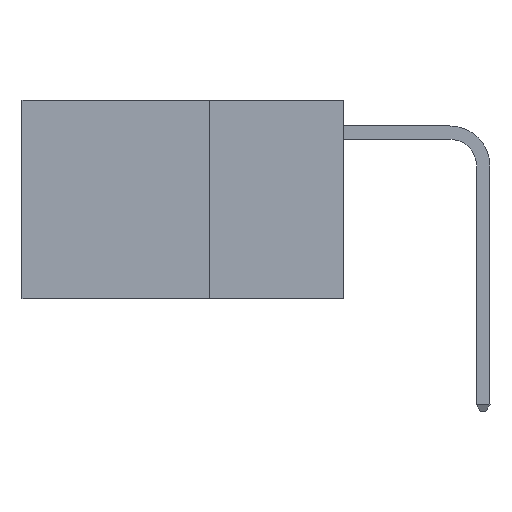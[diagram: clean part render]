
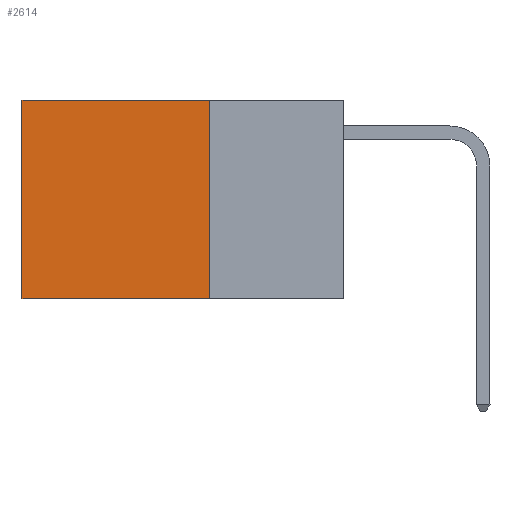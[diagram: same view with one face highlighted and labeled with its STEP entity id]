
A CAD part, left-side view. The second image highlights one B-rep face of the part: STEP entity #2614.
In plain terms, the highlighted planar face has unit normal (-1, 0, 0).
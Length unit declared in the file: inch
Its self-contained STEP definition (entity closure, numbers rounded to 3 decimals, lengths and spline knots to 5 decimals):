
#257 = CARTESIAN_POINT ( 'NONE',  ( 0.2625, 0.6, 0. ) ) ;
#348 = VERTEX_POINT ( 'NONE', #5166 ) ;
#875 = ORIENTED_EDGE ( 'NONE', *, *, #7998, .T. ) ;
#1195 = DIRECTION ( 'NONE',  ( 0., 0., -1. ) ) ;
#1443 = VERTEX_POINT ( 'NONE', #257 ) ;
#1466 = EDGE_CURVE ( 'NONE', #1443, #3494, #10586, .T. ) ;
#1572 = DIRECTION ( 'NONE',  ( 0., 1., 0. ) ) ;
#2384 = CARTESIAN_POINT ( 'NONE',  ( 0.2625, 0.25, -0.37 ) ) ;
#2614 = ADVANCED_FACE ( 'NONE', ( #9225 ), #5477, .F. ) ;
#3373 = CARTESIAN_POINT ( 'NONE',  ( 0.2625, 0.25, 0. ) ) ;
#3494 = VERTEX_POINT ( 'NONE', #6427 ) ;
#3846 = EDGE_LOOP ( 'NONE', ( #10043, #8719, #4060, #875 ) ) ;
#3990 = CARTESIAN_POINT ( 'NONE',  ( 0.2625, 0.25, 0. ) ) ;
#4060 = ORIENTED_EDGE ( 'NONE', *, *, #5102, .F. ) ;
#4378 = VECTOR ( 'NONE', #9464, 39.37008 ) ;
#5102 = EDGE_CURVE ( 'NONE', #8479, #348, #6765, .T. ) ;
#5141 = DIRECTION ( 'NONE',  ( 0., 0., -1. ) ) ;
#5166 = CARTESIAN_POINT ( 'NONE',  ( 0.2625, 0.25, -0.37 ) ) ;
#5366 = VECTOR ( 'NONE', #5141, 39.37008 ) ;
#5477 = PLANE ( 'NONE',  #10632 ) ;
#5879 = CARTESIAN_POINT ( 'NONE',  ( 0.2625, 0.25, 0. ) ) ;
#5928 = EDGE_CURVE ( 'NONE', #348, #3494, #10496, .T. ) ;
#6427 = CARTESIAN_POINT ( 'NONE',  ( 0.2625, 0.6, -0.37 ) ) ;
#6765 = LINE ( 'NONE', #5879, #4378 ) ;
#7183 = VECTOR ( 'NONE', #11117, 39.37008 ) ;
#7355 = CARTESIAN_POINT ( 'NONE',  ( 0.2625, 0.6, 0. ) ) ;
#7998 = EDGE_CURVE ( 'NONE', #8479, #1443, #9355, .T. ) ;
#8479 = VERTEX_POINT ( 'NONE', #3373 ) ;
#8719 = ORIENTED_EDGE ( 'NONE', *, *, #5928, .F. ) ;
#9225 = FACE_OUTER_BOUND ( 'NONE', #3846, .T. ) ;
#9355 = LINE ( 'NONE', #10290, #7183 ) ;
#9464 = DIRECTION ( 'NONE',  ( 0., 0., -1. ) ) ;
#10043 = ORIENTED_EDGE ( 'NONE', *, *, #1466, .T. ) ;
#10113 = DIRECTION ( 'NONE',  ( 1., 0., 0. ) ) ;
#10290 = CARTESIAN_POINT ( 'NONE',  ( 0.2625, 0.25, 0. ) ) ;
#10496 = LINE ( 'NONE', #2384, #10571 ) ;
#10571 = VECTOR ( 'NONE', #1572, 39.37008 ) ;
#10586 = LINE ( 'NONE', #7355, #5366 ) ;
#10632 = AXIS2_PLACEMENT_3D ( 'NONE', #3990, #10113, #1195 ) ;
#11117 = DIRECTION ( 'NONE',  ( 0., 1., 0. ) ) ;
